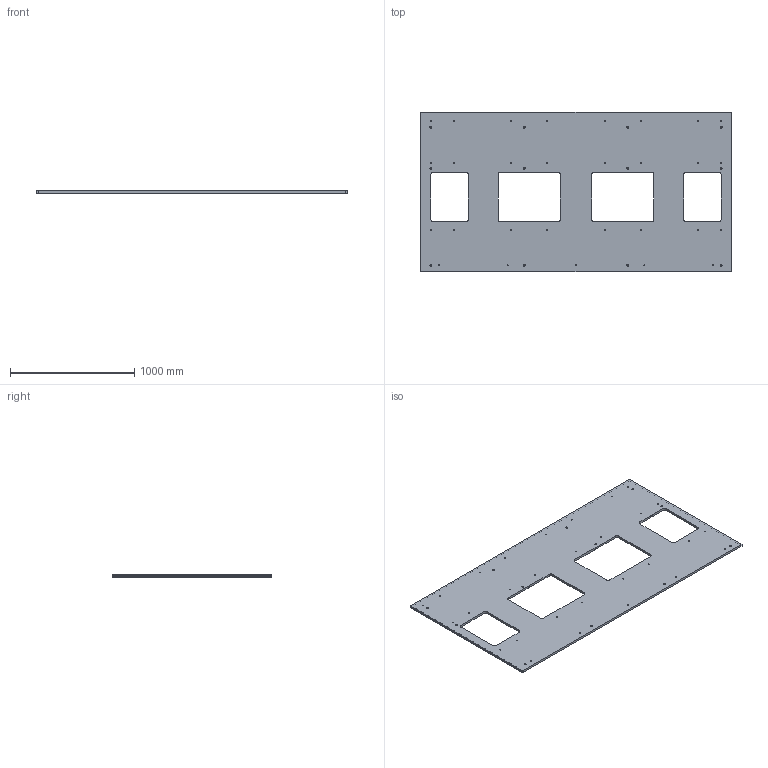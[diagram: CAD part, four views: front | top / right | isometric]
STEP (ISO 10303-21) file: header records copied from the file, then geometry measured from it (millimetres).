
FILE_DESCRIPTION(/* description */ (''),/* implementation_level */ '2;1');
FILE_NAME(/* name */ 'Open Blind with intersection.step',/* time_stamp */ '2023-11-05T14:09:27+02:00',/* author */ (''),/* organization */ (''),/* preprocessor_version */ 'ST-DEVELOPER v20',/* originating_system */ 'Autodesk Translation Framework v12.14.0.127',/* authorisation */ '');
FILE_SCHEMA (('AUTOMOTIVE_DESIGN { 1 0 10303 214 3 1 1 }'));
Length unit declared in the file: millimetre
Products named in the file (1): TH50WP3047.201.w001
Bounding box: 2492 x 1280 x 18 mm (x, y, z)
Volume: 45360548.8 mm3; surface area: 5530514.9 mm2
Topology: 1 solids, 1 shells, 160 faces, 413 edges, 263 vertices
Faces by surface type: cylinder 69, plane 62, cone 29
Full cylindrical faces by diameter (mm): 6 x12, 8 x29, 15 x12
Entity records: 4826 total; most frequent: DIRECTION 844, CARTESIAN_POINT 808, ORIENTED_EDGE 768, EDGE_CURVE 384, AXIS2_PLACEMENT_3D 299, VERTEX_POINT 263, LINE 246, VECTOR 246
